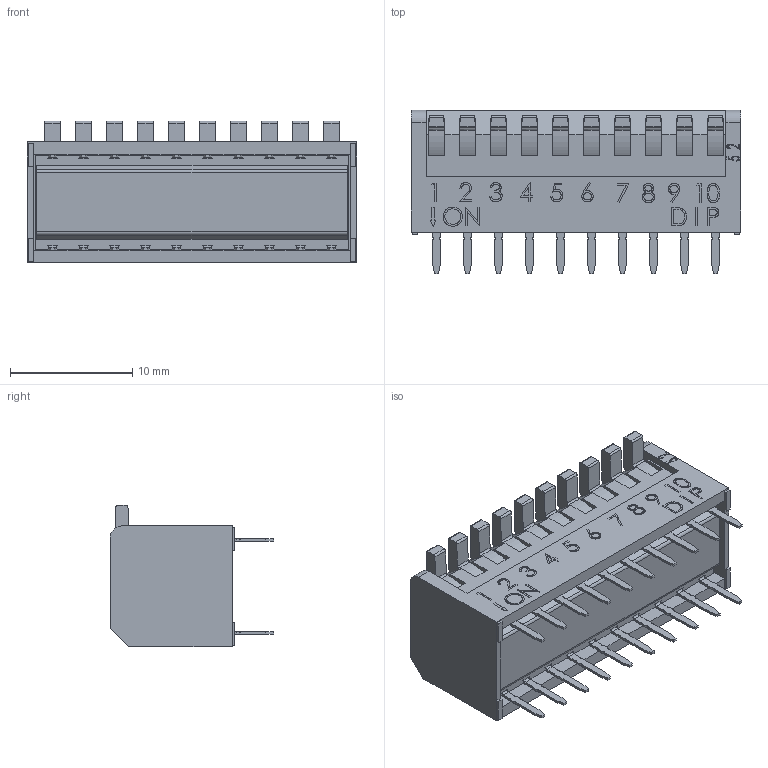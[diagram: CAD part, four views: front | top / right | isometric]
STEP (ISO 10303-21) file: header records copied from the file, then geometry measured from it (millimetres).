
FILE_DESCRIPTION (( 'STEP AP203' ), '1' );
FILE_NAME ('NDPL-10V-1.STEP', '2018-12-04T09:29:57', ( '' ), ( '' ), 'SwSTEP 2.0', 'SolidWorks 2017', '' );
FILE_SCHEMA (( 'CONFIG_CONTROL_DESIGN' ));
Length unit declared in the file: millimetre
Products named in the file (1): NDPL-10V-1
Bounding box: 26.96 x 13.4 x 11.59 mm (x, y, z)
Volume: 2000.3 mm3; surface area: 3497.1 mm2
Topology: 1 solids, 1 shells, 1184 faces, 3550 edges, 2340 vertices
Faces by surface type: plane 663, cylinder 374, bspline 147
Entity records: 46590 total; most frequent: CARTESIAN_POINT 15659, ORIENTED_EDGE 7100, DIRECTION 5660, EDGE_CURVE 3550, VECTOR 2488, LINE 2488, VERTEX_POINT 2340, AXIS2_PLACEMENT_3D 1586
